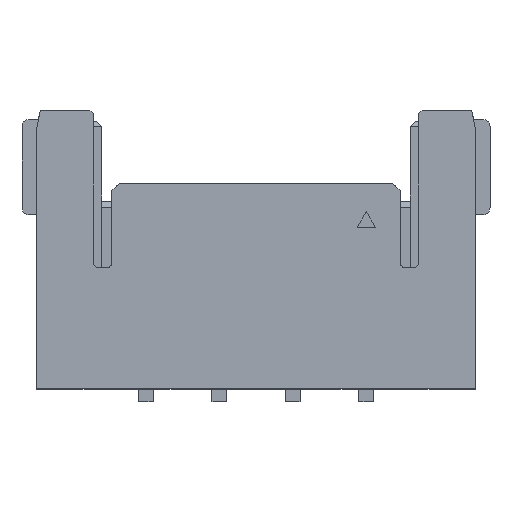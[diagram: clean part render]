
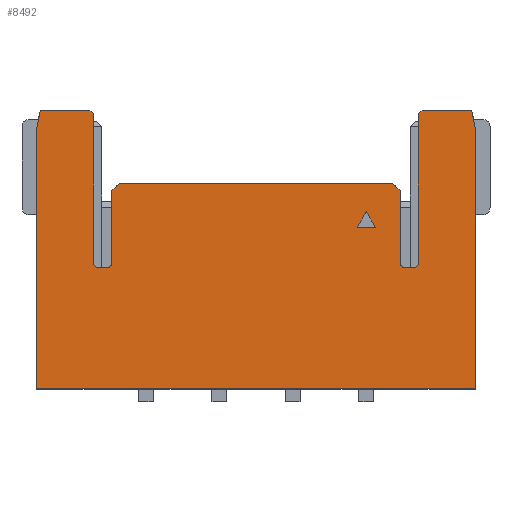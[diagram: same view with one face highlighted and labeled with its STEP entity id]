
A CAD part, top view. The second image highlights one B-rep face of the part: STEP entity #8492.
In plain terms, the highlighted planar face has unit normal (0, 0, 1).
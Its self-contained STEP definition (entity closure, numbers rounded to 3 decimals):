
#1700 = VERTEX_POINT('',#1701);
#1701 = CARTESIAN_POINT('',(-5.975,-3.625,2.6));
#1707 = EDGE_CURVE('',#1700,#1708,#1710,.T.);
#1708 = VERTEX_POINT('',#1709);
#1709 = CARTESIAN_POINT('',(5.975,-3.625,2.6));
#1710 = LINE('',#1711,#1712);
#1711 = CARTESIAN_POINT('',(-5.975,-3.625,2.6));
#1712 = VECTOR('',#1713,1.);
#1713 = DIRECTION('',(1.,0.,0.));
#7975 = VERTEX_POINT('',#7976);
#7976 = CARTESIAN_POINT('',(4.425,3.875,2.6));
#7982 = EDGE_CURVE('',#7983,#7975,#7985,.T.);
#7983 = VERTEX_POINT('',#7984);
#7984 = CARTESIAN_POINT('',(4.425,-0.175,2.6));
#7985 = LINE('',#7986,#7987);
#7986 = CARTESIAN_POINT('',(4.425,-0.175,2.6));
#7987 = VECTOR('',#7988,1.);
#7988 = DIRECTION('',(0.,1.,0.));
#8016 = VERTEX_POINT('',#8017);
#8017 = CARTESIAN_POINT('',(4.525,3.975,2.6));
#8023 = EDGE_CURVE('',#7975,#8016,#8024,.T.);
#8024 = LINE('',#8025,#8026);
#8025 = CARTESIAN_POINT('',(4.425,3.875,2.6));
#8026 = VECTOR('',#8027,1.);
#8027 = DIRECTION('',(0.707,0.707,0.));
#8050 = VERTEX_POINT('',#8051);
#8051 = CARTESIAN_POINT('',(5.875,3.975,2.6));
#8057 = EDGE_CURVE('',#8050,#8016,#8058,.T.);
#8058 = LINE('',#8059,#8060);
#8059 = CARTESIAN_POINT('',(5.875,3.975,2.6));
#8060 = VECTOR('',#8061,1.);
#8061 = DIRECTION('',(-1.,0.,0.));
#8454 = VERTEX_POINT('',#8455);
#8455 = CARTESIAN_POINT('',(5.975,3.475,2.6));
#8461 = EDGE_CURVE('',#8454,#8050,#8462,.T.);
#8462 = LINE('',#8463,#8464);
#8463 = CARTESIAN_POINT('',(5.975,3.475,2.6));
#8464 = VECTOR('',#8465,1.);
#8465 = DIRECTION('',(-0.196,0.981,0.));
#8481 = EDGE_CURVE('',#1708,#8454,#8482,.T.);
#8482 = LINE('',#8483,#8484);
#8483 = CARTESIAN_POINT('',(5.975,-3.625,2.6));
#8484 = VECTOR('',#8485,1.);
#8485 = DIRECTION('',(0.,1.,0.));
#8492 = ADVANCED_FACE('',(#8493,#8631),#8657,.T.);
#8493 = FACE_BOUND('',#8494,.F.);
#8494 = EDGE_LOOP('',(#8495,#8505,#8514,#8522,#8531,#8539,#8547,#8555,
    #8563,#8571,#8580,#8588,#8595,#8596,#8597,#8598,#8599,#8600,#8601,
    #8609,#8617,#8625));
#8495 = ORIENTED_EDGE('',*,*,#8496,.T.);
#8496 = EDGE_CURVE('',#8497,#8499,#8501,.T.);
#8497 = VERTEX_POINT('',#8498);
#8498 = CARTESIAN_POINT('',(-4.425,3.875,2.6));
#8499 = VERTEX_POINT('',#8500);
#8500 = CARTESIAN_POINT('',(-4.425,-0.175,2.6));
#8501 = LINE('',#8502,#8503);
#8502 = CARTESIAN_POINT('',(-4.425,3.875,2.6));
#8503 = VECTOR('',#8504,1.);
#8504 = DIRECTION('',(0.,-1.,0.));
#8505 = ORIENTED_EDGE('',*,*,#8506,.T.);
#8506 = EDGE_CURVE('',#8499,#8507,#8509,.T.);
#8507 = VERTEX_POINT('',#8508);
#8508 = CARTESIAN_POINT('',(-4.275,-0.325,2.6));
#8509 = CIRCLE('',#8510,0.15);
#8510 = AXIS2_PLACEMENT_3D('',#8511,#8512,#8513);
#8511 = CARTESIAN_POINT('',(-4.275,-0.175,2.6));
#8512 = DIRECTION('',(0.,0.,1.));
#8513 = DIRECTION('',(-1.,0.,0.));
#8514 = ORIENTED_EDGE('',*,*,#8515,.T.);
#8515 = EDGE_CURVE('',#8507,#8516,#8518,.T.);
#8516 = VERTEX_POINT('',#8517);
#8517 = CARTESIAN_POINT('',(-4.075,-0.325,2.6));
#8518 = LINE('',#8519,#8520);
#8519 = CARTESIAN_POINT('',(-4.275,-0.325,2.6));
#8520 = VECTOR('',#8521,1.);
#8521 = DIRECTION('',(1.,0.,0.));
#8522 = ORIENTED_EDGE('',*,*,#8523,.T.);
#8523 = EDGE_CURVE('',#8516,#8524,#8526,.T.);
#8524 = VERTEX_POINT('',#8525);
#8525 = CARTESIAN_POINT('',(-3.925,-0.175,2.6));
#8526 = CIRCLE('',#8527,0.15);
#8527 = AXIS2_PLACEMENT_3D('',#8528,#8529,#8530);
#8528 = CARTESIAN_POINT('',(-4.075,-0.175,2.6));
#8529 = DIRECTION('',(-0.,0.,1.));
#8530 = DIRECTION('',(0.,-1.,0.));
#8531 = ORIENTED_EDGE('',*,*,#8532,.T.);
#8532 = EDGE_CURVE('',#8524,#8533,#8535,.T.);
#8533 = VERTEX_POINT('',#8534);
#8534 = CARTESIAN_POINT('',(-3.925,1.775,2.6));
#8535 = LINE('',#8536,#8537);
#8536 = CARTESIAN_POINT('',(-3.925,-0.175,2.6));
#8537 = VECTOR('',#8538,1.);
#8538 = DIRECTION('',(0.,1.,0.));
#8539 = ORIENTED_EDGE('',*,*,#8540,.T.);
#8540 = EDGE_CURVE('',#8533,#8541,#8543,.T.);
#8541 = VERTEX_POINT('',#8542);
#8542 = CARTESIAN_POINT('',(-3.725,1.975,2.6));
#8543 = LINE('',#8544,#8545);
#8544 = CARTESIAN_POINT('',(-3.925,1.775,2.6));
#8545 = VECTOR('',#8546,1.);
#8546 = DIRECTION('',(0.707,0.707,0.));
#8547 = ORIENTED_EDGE('',*,*,#8548,.F.);
#8548 = EDGE_CURVE('',#8549,#8541,#8551,.T.);
#8549 = VERTEX_POINT('',#8550);
#8550 = CARTESIAN_POINT('',(3.725,1.975,2.6));
#8551 = LINE('',#8552,#8553);
#8552 = CARTESIAN_POINT('',(3.725,1.975,2.6));
#8553 = VECTOR('',#8554,1.);
#8554 = DIRECTION('',(-1.,0.,0.));
#8555 = ORIENTED_EDGE('',*,*,#8556,.T.);
#8556 = EDGE_CURVE('',#8549,#8557,#8559,.T.);
#8557 = VERTEX_POINT('',#8558);
#8558 = CARTESIAN_POINT('',(3.925,1.775,2.6));
#8559 = LINE('',#8560,#8561);
#8560 = CARTESIAN_POINT('',(3.725,1.975,2.6));
#8561 = VECTOR('',#8562,1.);
#8562 = DIRECTION('',(0.707,-0.707,0.));
#8563 = ORIENTED_EDGE('',*,*,#8564,.T.);
#8564 = EDGE_CURVE('',#8557,#8565,#8567,.T.);
#8565 = VERTEX_POINT('',#8566);
#8566 = CARTESIAN_POINT('',(3.925,-0.175,2.6));
#8567 = LINE('',#8568,#8569);
#8568 = CARTESIAN_POINT('',(3.925,1.775,2.6));
#8569 = VECTOR('',#8570,1.);
#8570 = DIRECTION('',(0.,-1.,0.));
#8571 = ORIENTED_EDGE('',*,*,#8572,.T.);
#8572 = EDGE_CURVE('',#8565,#8573,#8575,.T.);
#8573 = VERTEX_POINT('',#8574);
#8574 = CARTESIAN_POINT('',(4.075,-0.325,2.6));
#8575 = CIRCLE('',#8576,0.15);
#8576 = AXIS2_PLACEMENT_3D('',#8577,#8578,#8579);
#8577 = CARTESIAN_POINT('',(4.075,-0.175,2.6));
#8578 = DIRECTION('',(0.,0.,1.));
#8579 = DIRECTION('',(-1.,0.,0.));
#8580 = ORIENTED_EDGE('',*,*,#8581,.T.);
#8581 = EDGE_CURVE('',#8573,#8582,#8584,.T.);
#8582 = VERTEX_POINT('',#8583);
#8583 = CARTESIAN_POINT('',(4.275,-0.325,2.6));
#8584 = LINE('',#8585,#8586);
#8585 = CARTESIAN_POINT('',(4.075,-0.325,2.6));
#8586 = VECTOR('',#8587,1.);
#8587 = DIRECTION('',(1.,0.,0.));
#8588 = ORIENTED_EDGE('',*,*,#8589,.T.);
#8589 = EDGE_CURVE('',#8582,#7983,#8590,.T.);
#8590 = CIRCLE('',#8591,0.15);
#8591 = AXIS2_PLACEMENT_3D('',#8592,#8593,#8594);
#8592 = CARTESIAN_POINT('',(4.275,-0.175,2.6));
#8593 = DIRECTION('',(-0.,0.,1.));
#8594 = DIRECTION('',(0.,-1.,0.));
#8595 = ORIENTED_EDGE('',*,*,#7982,.T.);
#8596 = ORIENTED_EDGE('',*,*,#8023,.T.);
#8597 = ORIENTED_EDGE('',*,*,#8057,.F.);
#8598 = ORIENTED_EDGE('',*,*,#8461,.F.);
#8599 = ORIENTED_EDGE('',*,*,#8481,.F.);
#8600 = ORIENTED_EDGE('',*,*,#1707,.F.);
#8601 = ORIENTED_EDGE('',*,*,#8602,.F.);
#8602 = EDGE_CURVE('',#8603,#1700,#8605,.T.);
#8603 = VERTEX_POINT('',#8604);
#8604 = CARTESIAN_POINT('',(-5.975,3.475,2.6));
#8605 = LINE('',#8606,#8607);
#8606 = CARTESIAN_POINT('',(-5.975,3.475,2.6));
#8607 = VECTOR('',#8608,1.);
#8608 = DIRECTION('',(0.,-1.,0.));
#8609 = ORIENTED_EDGE('',*,*,#8610,.F.);
#8610 = EDGE_CURVE('',#8611,#8603,#8613,.T.);
#8611 = VERTEX_POINT('',#8612);
#8612 = CARTESIAN_POINT('',(-5.875,3.975,2.6));
#8613 = LINE('',#8614,#8615);
#8614 = CARTESIAN_POINT('',(-5.875,3.975,2.6));
#8615 = VECTOR('',#8616,1.);
#8616 = DIRECTION('',(-0.196,-0.981,0.));
#8617 = ORIENTED_EDGE('',*,*,#8618,.F.);
#8618 = EDGE_CURVE('',#8619,#8611,#8621,.T.);
#8619 = VERTEX_POINT('',#8620);
#8620 = CARTESIAN_POINT('',(-4.525,3.975,2.6));
#8621 = LINE('',#8622,#8623);
#8622 = CARTESIAN_POINT('',(-4.525,3.975,2.6));
#8623 = VECTOR('',#8624,1.);
#8624 = DIRECTION('',(-1.,0.,0.));
#8625 = ORIENTED_EDGE('',*,*,#8626,.T.);
#8626 = EDGE_CURVE('',#8619,#8497,#8627,.T.);
#8627 = LINE('',#8628,#8629);
#8628 = CARTESIAN_POINT('',(-4.525,3.975,2.6));
#8629 = VECTOR('',#8630,1.);
#8630 = DIRECTION('',(0.707,-0.707,0.));
#8631 = FACE_BOUND('',#8632,.F.);
#8632 = EDGE_LOOP('',(#8633,#8643,#8651));
#8633 = ORIENTED_EDGE('',*,*,#8634,.T.);
#8634 = EDGE_CURVE('',#8635,#8637,#8639,.T.);
#8635 = VERTEX_POINT('',#8636);
#8636 = CARTESIAN_POINT('',(3.005,1.208,2.6));
#8637 = VERTEX_POINT('',#8638);
#8638 = CARTESIAN_POINT('',(2.755,0.775,2.6));
#8639 = LINE('',#8640,#8641);
#8640 = CARTESIAN_POINT('',(3.005,1.208,2.6));
#8641 = VECTOR('',#8642,1.);
#8642 = DIRECTION('',(-0.5,-0.866,0.));
#8643 = ORIENTED_EDGE('',*,*,#8644,.T.);
#8644 = EDGE_CURVE('',#8637,#8645,#8647,.T.);
#8645 = VERTEX_POINT('',#8646);
#8646 = CARTESIAN_POINT('',(3.255,0.775,2.6));
#8647 = LINE('',#8648,#8649);
#8648 = CARTESIAN_POINT('',(2.755,0.775,2.6));
#8649 = VECTOR('',#8650,1.);
#8650 = DIRECTION('',(1.,0.,0.));
#8651 = ORIENTED_EDGE('',*,*,#8652,.T.);
#8652 = EDGE_CURVE('',#8645,#8635,#8653,.T.);
#8653 = LINE('',#8654,#8655);
#8654 = CARTESIAN_POINT('',(3.255,0.775,2.6));
#8655 = VECTOR('',#8656,1.);
#8656 = DIRECTION('',(-0.5,0.866,0.));
#8657 = PLANE('',#8658);
#8658 = AXIS2_PLACEMENT_3D('',#8659,#8660,#8661);
#8659 = CARTESIAN_POINT('',(0.,1.825,2.6));
#8660 = DIRECTION('',(0.,0.,1.));
#8661 = DIRECTION('',(0.,-1.,0.));
